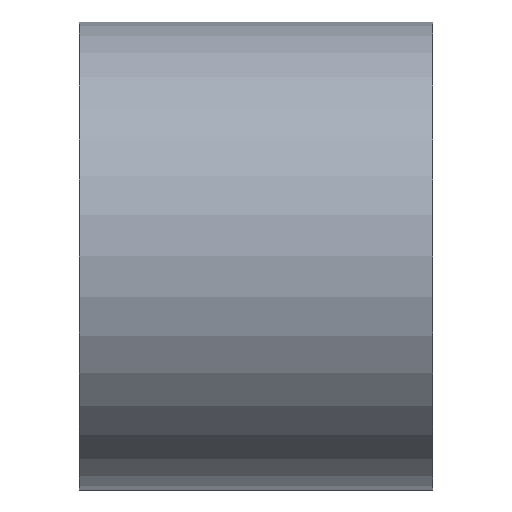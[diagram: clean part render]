
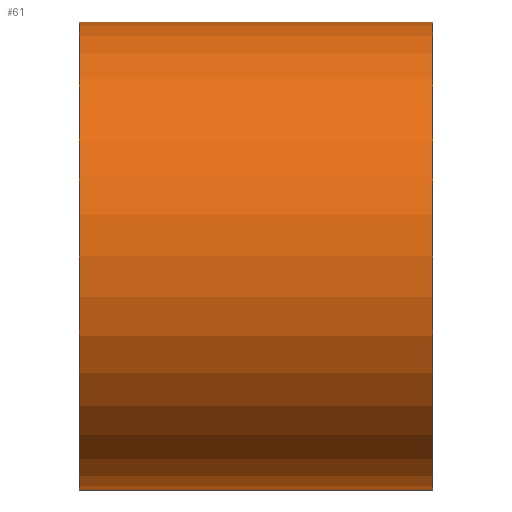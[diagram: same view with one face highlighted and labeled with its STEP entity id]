
A CAD part, front view. The second image highlights one B-rep face of the part: STEP entity #61.
In plain terms, the highlighted cylindrical face has radius 4.3 mm (diameter 8.6 mm), a full revolution.
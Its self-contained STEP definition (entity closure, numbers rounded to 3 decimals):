
#61 = ADVANCED_FACE( '', ( #143, #144 ), #145, .T. );
#143 = FACE_OUTER_BOUND( '', #252, .T. );
#144 = FACE_OUTER_BOUND( '', #253, .T. );
#145 = CYLINDRICAL_SURFACE( '', #254, 4.3 );
#252 = EDGE_LOOP( '', ( #370 ) );
#253 = EDGE_LOOP( '', ( #371 ) );
#254 = AXIS2_PLACEMENT_3D( '', #372, #373, #374 );
#370 = ORIENTED_EDGE( '', *, *, #641, .F. );
#371 = ORIENTED_EDGE( '', *, *, #642, .T. );
#372 = CARTESIAN_POINT( '', ( 6.5, 0., 0. ) );
#373 = DIRECTION( '', ( 1., 0., 0. ) );
#374 = DIRECTION( '', ( 0., 0., 1. ) );
#641 = EDGE_CURVE( '', #762, #762, #763, .T. );
#642 = EDGE_CURVE( '', #764, #764, #765, .T. );
#762 = VERTEX_POINT( '', #937 );
#763 = CIRCLE( '', #938, 4.3 );
#764 = VERTEX_POINT( '', #939 );
#765 = CIRCLE( '', #940, 4.3 );
#937 = CARTESIAN_POINT( '', ( 6.5, 0., -4.3 ) );
#938 = AXIS2_PLACEMENT_3D( '', #1124, #1125, #1126 );
#939 = CARTESIAN_POINT( '', ( 0., 0., -4.3 ) );
#940 = AXIS2_PLACEMENT_3D( '', #1127, #1128, #1129 );
#1124 = CARTESIAN_POINT( '', ( 6.5, 0., 0. ) );
#1125 = DIRECTION( '', ( 1., 0., 0. ) );
#1126 = DIRECTION( '', ( 0., 0., -1. ) );
#1127 = CARTESIAN_POINT( '', ( 0., 0., 0. ) );
#1128 = DIRECTION( '', ( 1., 0., 0. ) );
#1129 = DIRECTION( '', ( 0., 0., -1. ) );
